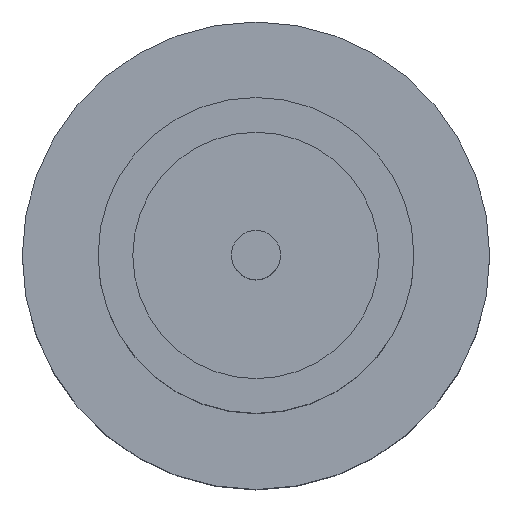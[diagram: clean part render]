
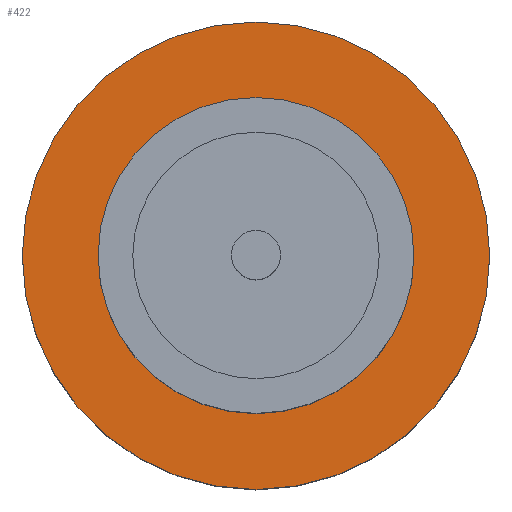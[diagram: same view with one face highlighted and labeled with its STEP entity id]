
A CAD part, top view. The second image highlights one B-rep face of the part: STEP entity #422.
In plain terms, the highlighted planar face has unit normal (0, 0, 1).
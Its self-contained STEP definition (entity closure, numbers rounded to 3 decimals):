
#9 = EDGE_CURVE ( 'NONE', #498, #643, #138, .T. ) ;
#23 = VERTEX_POINT ( 'NONE', #561 ) ;
#24 = AXIS2_PLACEMENT_3D ( 'NONE', #539, #313, #480 ) ;
#32 = DIRECTION ( 'NONE',  ( 0., 0., 1. ) ) ;
#35 = AXIS2_PLACEMENT_3D ( 'NONE', #674, #32, #43 ) ;
#42 = DIRECTION ( 'NONE',  ( 0., 0., 1. ) ) ;
#43 = DIRECTION ( 'NONE',  ( 1., 0., 0. ) ) ;
#64 = CARTESIAN_POINT ( 'NONE',  ( 0., 0., 1.55 ) ) ;
#99 = DIRECTION ( 'NONE',  ( 0., 0., 1. ) ) ;
#137 = PLANE ( 'NONE',  #154 ) ;
#138 = CIRCLE ( 'NONE', #292, 1.85 ) ;
#154 = AXIS2_PLACEMENT_3D ( 'NONE', #64, #653, #188 ) ;
#184 = ORIENTED_EDGE ( 'NONE', *, *, #284, .F. ) ;
#188 = DIRECTION ( 'NONE',  ( 1., 0., 0. ) ) ;
#227 = EDGE_LOOP ( 'NONE', ( #566, #522 ) ) ;
#228 = CIRCLE ( 'NONE', #35, 1.85 ) ;
#281 = CARTESIAN_POINT ( 'NONE',  ( -1.85, 0., 1.55 ) ) ;
#284 = EDGE_CURVE ( 'NONE', #606, #23, #641, .T. ) ;
#292 = AXIS2_PLACEMENT_3D ( 'NONE', #736, #42, #449 ) ;
#313 = DIRECTION ( 'NONE',  ( 0., 0., 1. ) ) ;
#329 = DIRECTION ( 'NONE',  ( 1., 0., 0. ) ) ;
#420 = CARTESIAN_POINT ( 'NONE',  ( 1.25, 0., 1.55 ) ) ;
#422 = ADVANCED_FACE ( 'NONE', ( #568, #748 ), #137, .T. ) ;
#449 = DIRECTION ( 'NONE',  ( 1., 0., 0. ) ) ;
#480 = DIRECTION ( 'NONE',  ( 1., 0., 0. ) ) ;
#493 = EDGE_CURVE ( 'NONE', #23, #606, #670, .T. ) ;
#498 = VERTEX_POINT ( 'NONE', #281 ) ;
#522 = ORIENTED_EDGE ( 'NONE', *, *, #749, .T. ) ;
#539 = CARTESIAN_POINT ( 'NONE',  ( 0., 0., 1.55 ) ) ;
#555 = AXIS2_PLACEMENT_3D ( 'NONE', #727, #99, #329 ) ;
#561 = CARTESIAN_POINT ( 'NONE',  ( -1.25, 0., 1.55 ) ) ;
#566 = ORIENTED_EDGE ( 'NONE', *, *, #9, .T. ) ;
#568 = FACE_BOUND ( 'NONE', #710, .T. ) ;
#577 = ORIENTED_EDGE ( 'NONE', *, *, #493, .F. ) ;
#606 = VERTEX_POINT ( 'NONE', #420 ) ;
#641 = CIRCLE ( 'NONE', #24, 1.25 ) ;
#643 = VERTEX_POINT ( 'NONE', #658 ) ;
#653 = DIRECTION ( 'NONE',  ( 0., 0., 1. ) ) ;
#658 = CARTESIAN_POINT ( 'NONE',  ( 1.85, 0., 1.55 ) ) ;
#670 = CIRCLE ( 'NONE', #555, 1.25 ) ;
#674 = CARTESIAN_POINT ( 'NONE',  ( 0., 0., 1.55 ) ) ;
#710 = EDGE_LOOP ( 'NONE', ( #184, #577 ) ) ;
#727 = CARTESIAN_POINT ( 'NONE',  ( 0., 0., 1.55 ) ) ;
#736 = CARTESIAN_POINT ( 'NONE',  ( 0., 0., 1.55 ) ) ;
#748 = FACE_OUTER_BOUND ( 'NONE', #227, .T. ) ;
#749 = EDGE_CURVE ( 'NONE', #643, #498, #228, .T. ) ;
